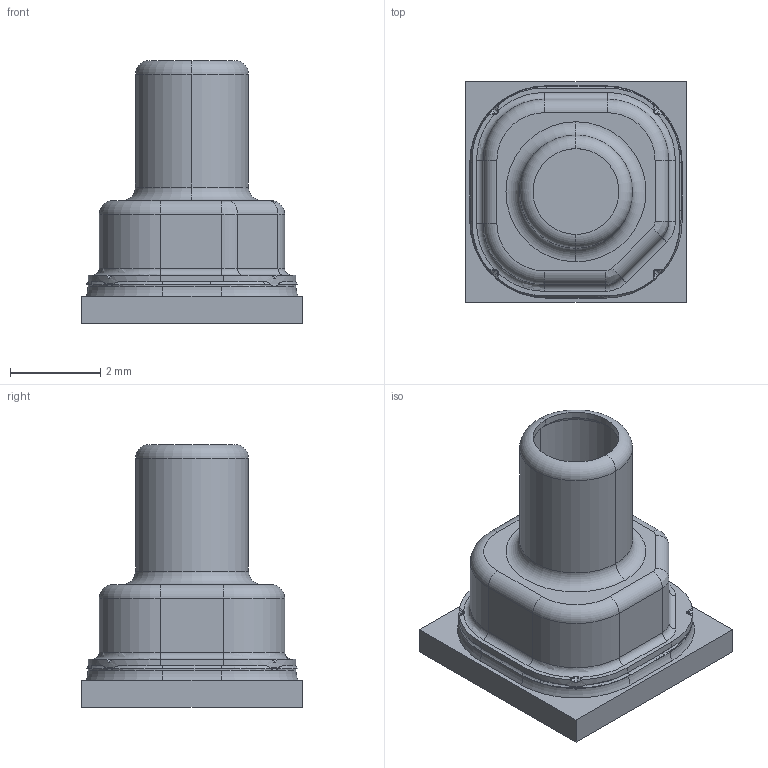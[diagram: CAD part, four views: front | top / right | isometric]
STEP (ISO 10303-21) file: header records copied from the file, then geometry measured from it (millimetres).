
FILE_DESCRIPTION((''),'2;1');
FILE_NAME('32343151-001_MID-PORT','2020-08-03T19:12:20',('H264664'),(''),'CREO PARAMETRIC BY PTC INC, 2017380','CREO PARAMETRIC BY PTC INC, 2017380','');
FILE_SCHEMA(('CONFIG_CONTROL_DESIGN'));
Length unit declared in the file: millimetre
Products named in the file (1): 32343151-001_MID-PORT
Bounding box: 4.89 x 4.89 x 5.82 mm (x, y, z)
Volume: 37.9 mm3; surface area: 189.8 mm2
Topology: 1 solids, 1 shells, 286 faces, 711 edges, 443 vertices
Faces by surface type: cylinder 129, plane 97, torus 44, bspline 16
Entity records: 9365 total; most frequent: CARTESIAN_POINT 2599, DIRECTION 1423, ORIENTED_EDGE 1422, EDGE_CURVE 711, AXIS2_PLACEMENT_3D 577, VERTEX_POINT 443, CIRCLE 307, EDGE_LOOP 304
